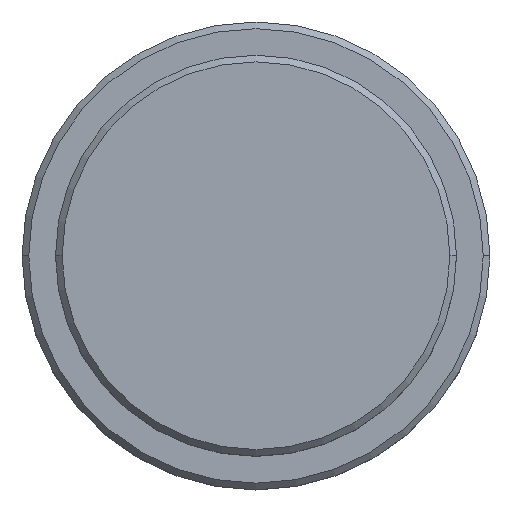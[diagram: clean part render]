
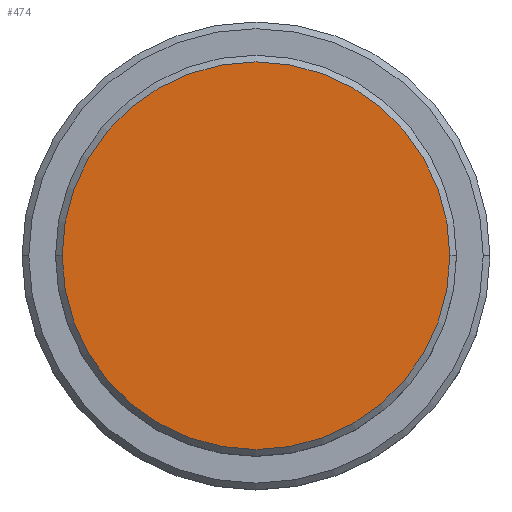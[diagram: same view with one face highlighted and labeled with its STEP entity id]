
A CAD part, top view. The second image highlights one B-rep face of the part: STEP entity #474.
In plain terms, the highlighted planar face has unit normal (0, 0, 1).
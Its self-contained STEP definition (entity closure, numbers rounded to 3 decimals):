
#7 = CARTESIAN_POINT ( 'NONE',  ( -14.5, 0., 0. ) ) ;
#188 = VERTEX_POINT ( 'NONE', #7 ) ;
#207 = CARTESIAN_POINT ( 'NONE',  ( 0., 0., 0. ) ) ;
#214 = AXIS2_PLACEMENT_3D ( 'NONE', #882, #752, #1177 ) ;
#226 = DIRECTION ( 'NONE',  ( 1., 0., 0. ) ) ;
#294 = DIRECTION ( 'NONE',  ( 0., 0., 1. ) ) ;
#320 = CIRCLE ( 'NONE', #1098, 14.5 ) ;
#331 = EDGE_CURVE ( 'NONE', #470, #188, #320, .T. ) ;
#344 = AXIS2_PLACEMENT_3D ( 'NONE', #207, #294, #723 ) ;
#372 = CIRCLE ( 'NONE', #214, 14.5 ) ;
#439 = DIRECTION ( 'NONE',  ( 0., 0., 1. ) ) ;
#470 = VERTEX_POINT ( 'NONE', #628 ) ;
#474 = ADVANCED_FACE ( 'NONE', ( #843 ), #609, .T. ) ;
#511 = EDGE_LOOP ( 'NONE', ( #930, #953 ) ) ;
#609 = PLANE ( 'NONE',  #344 ) ;
#628 = CARTESIAN_POINT ( 'NONE',  ( 14.5, 0., 0. ) ) ;
#723 = DIRECTION ( 'NONE',  ( 1., 0., 0. ) ) ;
#752 = DIRECTION ( 'NONE',  ( 0., 0., 1. ) ) ;
#765 = EDGE_CURVE ( 'NONE', #188, #470, #372, .T. ) ;
#843 = FACE_OUTER_BOUND ( 'NONE', #511, .T. ) ;
#882 = CARTESIAN_POINT ( 'NONE',  ( 0., 0., 0. ) ) ;
#930 = ORIENTED_EDGE ( 'NONE', *, *, #765, .T. ) ;
#953 = ORIENTED_EDGE ( 'NONE', *, *, #331, .T. ) ;
#1098 = AXIS2_PLACEMENT_3D ( 'NONE', #1311, #439, #226 ) ;
#1177 = DIRECTION ( 'NONE',  ( 1., 0., 0. ) ) ;
#1311 = CARTESIAN_POINT ( 'NONE',  ( 0., 0., 0. ) ) ;
